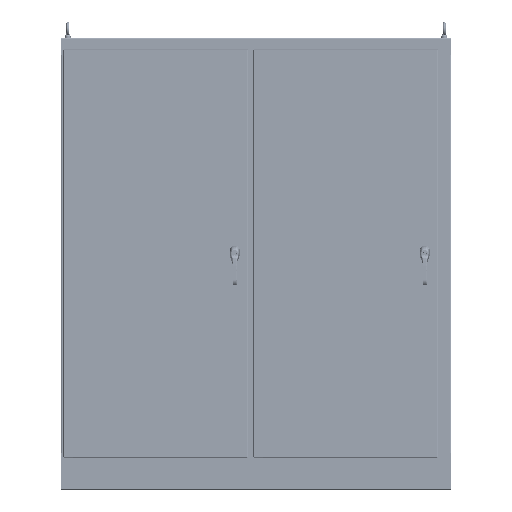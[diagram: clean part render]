
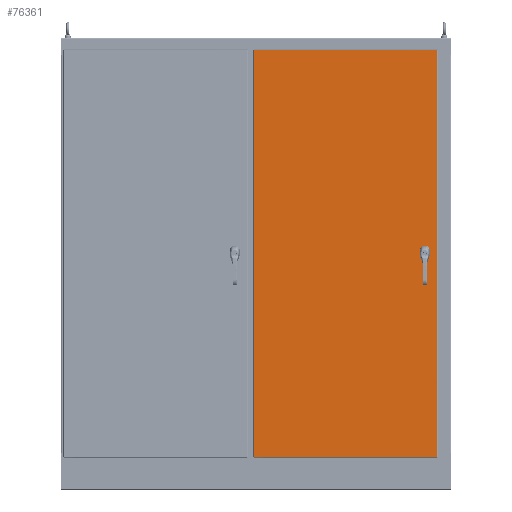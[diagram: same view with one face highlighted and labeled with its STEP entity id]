
A CAD part, top view. The second image highlights one B-rep face of the part: STEP entity #76361.
In plain terms, the highlighted planar face has unit normal (0, 0, 1).
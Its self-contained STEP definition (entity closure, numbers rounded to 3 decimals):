
#4230=FACE_BOUND('',#16584,.T.);
#4231=FACE_BOUND('',#16585,.T.);
#4232=FACE_BOUND('',#16586,.T.);
#4233=FACE_BOUND('',#16587,.T.);
#5404=CIRCLE('',#83837,0.453);
#5406=CIRCLE('',#83841,0.453);
#5408=CIRCLE('',#83845,0.453);
#5410=CIRCLE('',#83849,0.453);
#5411=CIRCLE('',#83851,0.14);
#5413=CIRCLE('',#83854,0.14);
#5415=CIRCLE('',#83857,0.14);
#11812=FACE_OUTER_BOUND('',#16583,.T.);
#16583=EDGE_LOOP('',(#55723,#55724,#55725,#55726));
#16584=EDGE_LOOP('',(#55727,#55728,#55729,#55730,#55731,#55732,#55733,#55734));
#16585=EDGE_LOOP('',(#55735));
#16586=EDGE_LOOP('',(#55736));
#16587=EDGE_LOOP('',(#55737));
#21980=LINE('',#129315,#27364);
#21984=LINE('',#129327,#27368);
#21988=LINE('',#129339,#27372);
#21992=LINE('',#129351,#27376);
#21998=LINE('',#129390,#27382);
#22014=LINE('',#129511,#27398);
#22021=LINE('',#129614,#27405);
#22026=LINE('',#129713,#27410);
#27364=VECTOR('',#96451,0.394);
#27368=VECTOR('',#96463,0.394);
#27372=VECTOR('',#96475,0.394);
#27376=VECTOR('',#96487,0.394);
#27382=VECTOR('',#96519,0.394);
#27398=VECTOR('',#96549,0.394);
#27405=VECTOR('',#96566,0.394);
#27410=VECTOR('',#96577,0.394);
#32984=VERTEX_POINT('',#129312);
#32985=VERTEX_POINT('',#129314);
#32987=VERTEX_POINT('',#129320);
#32989=VERTEX_POINT('',#129326);
#32991=VERTEX_POINT('',#129332);
#32993=VERTEX_POINT('',#129338);
#32995=VERTEX_POINT('',#129344);
#32997=VERTEX_POINT('',#129350);
#32998=VERTEX_POINT('',#129357);
#33000=VERTEX_POINT('',#129363);
#33002=VERTEX_POINT('',#129369);
#33006=VERTEX_POINT('',#129378);
#33007=VERTEX_POINT('',#129389);
#33017=VERTEX_POINT('',#129500);
#33020=VERTEX_POINT('',#129603);
#41159=EDGE_CURVE('',#32985,#32984,#21980,.T.);
#41162=EDGE_CURVE('',#32987,#32985,#5404,.T.);
#41165=EDGE_CURVE('',#32989,#32987,#21984,.T.);
#41168=EDGE_CURVE('',#32991,#32989,#5406,.T.);
#41171=EDGE_CURVE('',#32993,#32991,#21988,.T.);
#41174=EDGE_CURVE('',#32995,#32993,#5408,.T.);
#41177=EDGE_CURVE('',#32997,#32995,#21992,.T.);
#41180=EDGE_CURVE('',#32984,#32997,#5410,.T.);
#41181=EDGE_CURVE('',#32998,#32998,#5411,.T.);
#41184=EDGE_CURVE('',#33000,#33000,#5413,.T.);
#41187=EDGE_CURVE('',#33002,#33002,#5415,.T.);
#41192=EDGE_CURVE('',#33007,#33006,#21998,.T.);
#41212=EDGE_CURVE('',#33006,#33017,#22014,.T.);
#41223=EDGE_CURVE('',#33017,#33020,#22021,.T.);
#41232=EDGE_CURVE('',#33020,#33007,#22026,.T.);
#55723=ORIENTED_EDGE('',*,*,#41192,.T.);
#55724=ORIENTED_EDGE('',*,*,#41212,.T.);
#55725=ORIENTED_EDGE('',*,*,#41223,.T.);
#55726=ORIENTED_EDGE('',*,*,#41232,.T.);
#55727=ORIENTED_EDGE('',*,*,#41159,.T.);
#55728=ORIENTED_EDGE('',*,*,#41180,.T.);
#55729=ORIENTED_EDGE('',*,*,#41177,.T.);
#55730=ORIENTED_EDGE('',*,*,#41174,.T.);
#55731=ORIENTED_EDGE('',*,*,#41171,.T.);
#55732=ORIENTED_EDGE('',*,*,#41168,.T.);
#55733=ORIENTED_EDGE('',*,*,#41165,.T.);
#55734=ORIENTED_EDGE('',*,*,#41162,.T.);
#55735=ORIENTED_EDGE('',*,*,#41181,.T.);
#55736=ORIENTED_EDGE('',*,*,#41184,.T.);
#55737=ORIENTED_EDGE('',*,*,#41187,.T.);
#73054=PLANE('',#83879);
#76361=ADVANCED_FACE('',(#11812,#4230,#4231,#4232,#4233),#73054,.T.);
#83837=AXIS2_PLACEMENT_3D('',#129321,#96457,#96458);
#83841=AXIS2_PLACEMENT_3D('',#129333,#96469,#96470);
#83845=AXIS2_PLACEMENT_3D('',#129345,#96481,#96482);
#83849=AXIS2_PLACEMENT_3D('',#129355,#96493,#96494);
#83851=AXIS2_PLACEMENT_3D('',#129358,#96497,#96498);
#83854=AXIS2_PLACEMENT_3D('',#129364,#96504,#96505);
#83857=AXIS2_PLACEMENT_3D('',#129370,#96511,#96512);
#83879=AXIS2_PLACEMENT_3D('',#129801,#96591,#96592);
#96451=DIRECTION('',(0.,1.,0.));
#96457=DIRECTION('center_axis',(0.,0.,-1.));
#96458=DIRECTION('ref_axis',(-0.882,-0.471,0.));
#96463=DIRECTION('',(-1.,0.,0.));
#96469=DIRECTION('center_axis',(0.,0.,-1.));
#96470=DIRECTION('ref_axis',(0.471,-0.882,0.));
#96475=DIRECTION('',(0.,-1.,0.));
#96481=DIRECTION('center_axis',(0.,0.,-1.));
#96482=DIRECTION('ref_axis',(0.882,0.471,0.));
#96487=DIRECTION('',(1.,0.,0.));
#96493=DIRECTION('center_axis',(0.,0.,-1.));
#96494=DIRECTION('ref_axis',(-0.471,0.882,0.));
#96497=DIRECTION('center_axis',(0.,0.,-1.));
#96498=DIRECTION('ref_axis',(-1.,0.,0.));
#96504=DIRECTION('center_axis',(0.,0.,-1.));
#96505=DIRECTION('ref_axis',(-1.,0.,0.));
#96511=DIRECTION('center_axis',(0.,0.,-1.));
#96512=DIRECTION('ref_axis',(-1.,0.,0.));
#96519=DIRECTION('',(0.,1.,0.));
#96549=DIRECTION('',(-1.,0.,0.));
#96566=DIRECTION('',(0.,-1.,0.));
#96577=DIRECTION('',(1.,0.,0.));
#96591=DIRECTION('center_axis',(0.,0.,1.));
#96592=DIRECTION('ref_axis',(1.,0.,0.));
#129312=CARTESIAN_POINT('',(15.319,0.214,0.104));
#129314=CARTESIAN_POINT('',(15.319,-0.214,0.104));
#129315=CARTESIAN_POINT('',(15.319,0.107,0.104));
#129320=CARTESIAN_POINT('',(15.505,-0.399,0.104));
#129321=CARTESIAN_POINT('Origin',(15.719,0.,
0.104));
#129326=CARTESIAN_POINT('',(15.932,-0.399,0.104));
#129327=CARTESIAN_POINT('',(7.753,-0.4,0.104));
#129332=CARTESIAN_POINT('',(16.118,-0.214,0.104));
#129333=CARTESIAN_POINT('Origin',(15.719,0.,0.104));
#129338=CARTESIAN_POINT('',(16.118,0.214,0.104));
#129339=CARTESIAN_POINT('',(16.118,-0.107,0.104));
#129344=CARTESIAN_POINT('',(15.932,0.4,0.104));
#129345=CARTESIAN_POINT('Origin',(15.719,0.,0.104));
#129350=CARTESIAN_POINT('',(15.505,0.4,0.104));
#129351=CARTESIAN_POINT('',(7.966,0.399,0.104));
#129355=CARTESIAN_POINT('Origin',(15.719,0.,
0.104));
#129357=CARTESIAN_POINT('',(15.859,0.885,0.104));
#129358=CARTESIAN_POINT('Origin',(15.719,0.885,0.104));
#129363=CARTESIAN_POINT('',(15.859,-0.886,0.104));
#129364=CARTESIAN_POINT('Origin',(15.719,-0.886,0.104));
#129369=CARTESIAN_POINT('',(15.859,-1.378,0.104));
#129370=CARTESIAN_POINT('Origin',(15.719,-1.378,0.104));
#129378=CARTESIAN_POINT('',(18.209,40.49,0.104));
#129389=CARTESIAN_POINT('',(18.209,-40.49,0.104));
#129390=CARTESIAN_POINT('',(18.209,-20.245,0.104));
#129500=CARTESIAN_POINT('',(-18.209,40.49,0.104));
#129511=CARTESIAN_POINT('',(9.104,40.49,0.104));
#129603=CARTESIAN_POINT('',(-18.209,-40.49,0.104));
#129614=CARTESIAN_POINT('',(-18.209,20.245,0.104));
#129713=CARTESIAN_POINT('',(-9.104,-40.49,0.104));
#129801=CARTESIAN_POINT('Origin',(0.,0.,
0.104));
